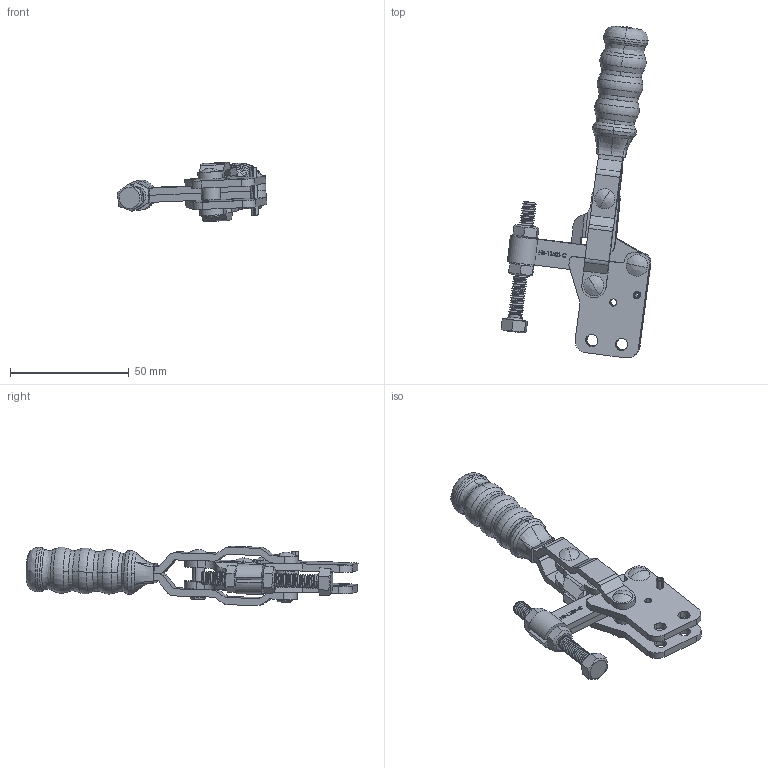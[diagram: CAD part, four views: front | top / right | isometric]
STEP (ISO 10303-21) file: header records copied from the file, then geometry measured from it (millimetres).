
FILE_DESCRIPTION (( 'STEP AP203' ), '1' );
FILE_NAME ('HS-11501-C.STEP', '2019-09-25T11:19:38', ( '微软用户' ), ( '微软中国' ), 'SwSTEP 2.0', 'SolidWorks 2012', '' );
FILE_SCHEMA (( 'CONFIG_CONTROL_DESIGN' ));
Products named in the file (20): HS-11501-C; HS-11502-B-03_HANDLE_ASM_1; HS___1-28604_1; HS__-____1-27843_1; HS-SA-065010_SPINDLE_SUPPLIED_1; HS-11501-C-02_BAR_ASM; HS___-____2_3; HS___2_3; HS-11502-B-05_1; HS-11502-B-08_1; HS-11502-B-07_1; M6_NUT__1; HS-11502-B-06_1; HS-11502-B-04_CONNECTING-PLATE_ASM; HS___1-29321_1; HS___-____1-17564_1; HS-11502-B-09_1; HS-11501-B-01_STRAIGHT_BASE_ASM_1; HS___1-27528_1; HS___1-16863_1
Assembly tree (22 placements, depth 3):
  HS-11501-C
    HS-11501-B-01_STRAIGHT_BASE_ASM_1
      HS___1-16863_1
      HS___1-27528_1
    HS-11502-B-09_1
    HS-11502-B-04_CONNECTING-PLATE_ASM
      HS___-____1-17564_1
      HS___1-29321_1
    HS-11502-B-06_1
    M6_NUT__1  x2
    HS-11502-B-07_1  x2
    HS-11502-B-08_1  x2
    HS-11502-B-05_1
    HS-11501-C-02_BAR_ASM
      HS___2_3
      HS___-____2_3
    HS-SA-065010_SPINDLE_SUPPLIED_1
    HS-11502-B-03_HANDLE_ASM_1
      HS__-____1-27843_1
      HS___1-28604_1
Bounding box: 63.16 x 139.99 x 24.98 mm (x, y, z)
Volume: 32878.8 mm3; surface area: 27601.3 mm2
Topology: 18 solids, 18 shells, 555 faces, 1484 edges, 961 vertices
Faces by surface type: plane 241, cylinder 150, bspline 85, cone 73, torus 6
Entity records: 37935 total; most frequent: CARTESIAN_POINT 23618, ORIENTED_EDGE 2614, DIRECTION 2383, EDGE_CURVE 1307, VERTEX_POINT 861, AXIS2_PLACEMENT_3D 818, LINE 747, VECTOR 747
